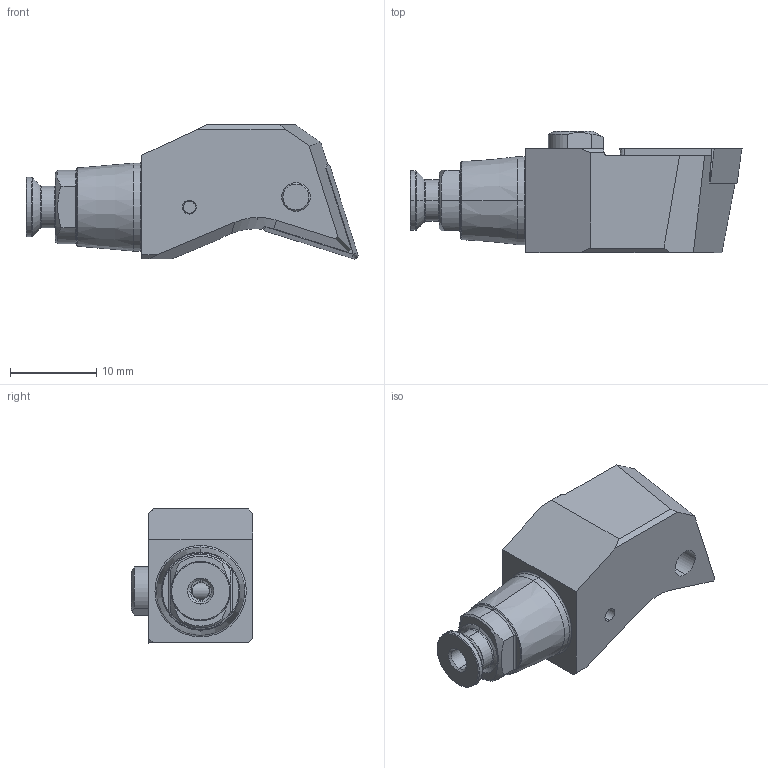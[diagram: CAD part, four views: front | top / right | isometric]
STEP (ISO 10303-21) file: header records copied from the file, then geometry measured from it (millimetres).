
FILE_DESCRIPTION (( 'STEP AP203' ), '1' );
FILE_NAME ('LW3.SDHCR.0625.11.STEP', '2024-08-26T13:45:59', ( '' ), ( '' ), 'SwSTEP 2.0', 'SolidWorks 2022', '' );
FILE_SCHEMA (( 'CONFIG_CONTROL_DESIGN' ));
Length unit declared in the file: millimetre
Products named in the file (7): ISO 14581 - M2x12; LW3-KDB.RHA.025_A; LW3-U00.ER1.000_B; DCMT11T304; LW3.SDHCR.0625.11; LWX-ER1.007.002; WCB-ER2.001.009_A
Assembly tree (6 placements, depth 2):
  LW3.SDHCR.0625.11
    LW3-KDB.RHA.025_A
    LW3-U00.ER1.000_B
    LWX-ER1.007.002
    ISO 14581 - M2x12
    DCMT11T304
    WCB-ER2.001.009_A
Bounding box: 38.4 x 14 x 15.5 mm (x, y, z)
Volume: 3780.1 mm3; surface area: 3030.4 mm2
Topology: 6 solids, 6 shells, 255 faces, 625 edges, 379 vertices
Faces by surface type: cylinder 79, plane 71, cone 64, torus 23, bspline 16, sphere 2
Entity records: 8815 total; most frequent: CARTESIAN_POINT 2226, DIRECTION 1240, ORIENTED_EDGE 1238, EDGE_CURVE 619, AXIS2_PLACEMENT_3D 499, VERTEX_POINT 379, EDGE_LOOP 270, FACE_OUTER_BOUND 255
